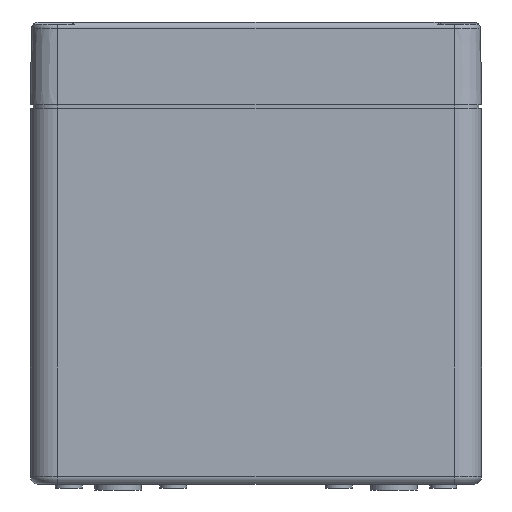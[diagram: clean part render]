
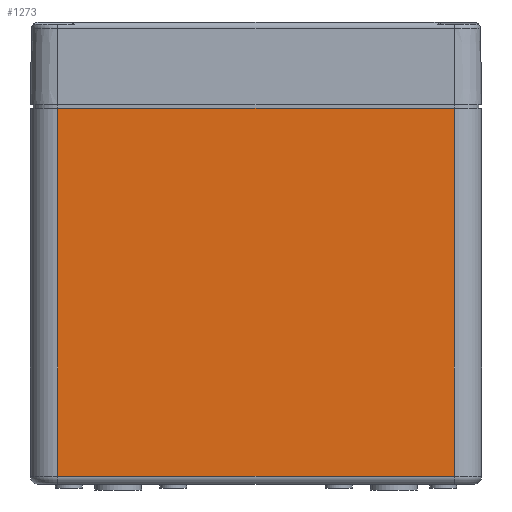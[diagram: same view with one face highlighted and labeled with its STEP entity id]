
A CAD part, front view. The second image highlights one B-rep face of the part: STEP entity #1273.
In plain terms, the highlighted planar face has unit normal (0, -1, 0).
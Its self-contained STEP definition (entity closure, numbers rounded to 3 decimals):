
#1273 = ADVANCED_FACE( '', ( #2917 ), #2918, .F. );
#2917 = FACE_OUTER_BOUND( '', #4973, .T. );
#2918 = PLANE( '', #4974 );
#4973 = EDGE_LOOP( '', ( #8561, #8562, #8563, #8564 ) );
#4974 = AXIS2_PLACEMENT_3D( '', #8565, #8566, #8567 );
#8561 = ORIENTED_EDGE( '', *, *, #13041, .F. );
#8562 = ORIENTED_EDGE( '', *, *, #13100, .T. );
#8563 = ORIENTED_EDGE( '', *, *, #11796, .F. );
#8564 = ORIENTED_EDGE( '', *, *, #12423, .F. );
#8565 = CARTESIAN_POINT( '', ( 36., -81., 0. ) );
#8566 = DIRECTION( '', ( 0., 1., 0. ) );
#8567 = DIRECTION( '', ( 0., 0., 1. ) );
#11796 = EDGE_CURVE( '', #13986, #13981, #13988, .T. );
#12423 = EDGE_CURVE( '', #15077, #13986, #15080, .T. );
#13041 = EDGE_CURVE( '', #16044, #15077, #16046, .T. );
#13100 = EDGE_CURVE( '', #16044, #13981, #16126, .T. );
#13981 = VERTEX_POINT( '', #17220 );
#13986 = VERTEX_POINT( '', #17226 );
#13988 = LINE( '', #17228, #17229 );
#15077 = VERTEX_POINT( '', #18926 );
#15080 = LINE( '', #18929, #18930 );
#16044 = VERTEX_POINT( '', #20373 );
#16046 = LINE( '', #20375, #20376 );
#16126 = LINE( '', #20502, #20503 );
#17220 = CARTESIAN_POINT( '', ( -36., -81., -68.5 ) );
#17226 = CARTESIAN_POINT( '', ( 36., -81., -68.5 ) );
#17228 = CARTESIAN_POINT( '', ( 36., -81., -68.5 ) );
#17229 = VECTOR( '', #22210, 1000. );
#18926 = CARTESIAN_POINT( '', ( 36., -81., -1.7 ) );
#18929 = CARTESIAN_POINT( '', ( 36., -81., 0. ) );
#18930 = VECTOR( '', #23012, 1000. );
#20373 = CARTESIAN_POINT( '', ( -36., -81., -1.7 ) );
#20375 = CARTESIAN_POINT( '', ( 36., -81., -1.7 ) );
#20376 = VECTOR( '', #23802, 1000. );
#20502 = CARTESIAN_POINT( '', ( -36., -81., 0. ) );
#20503 = VECTOR( '', #23859, 1000. );
#22210 = DIRECTION( '', ( -1., 0., 0. ) );
#23012 = DIRECTION( '', ( 0., 0., -1. ) );
#23802 = DIRECTION( '', ( 1., 0., 0. ) );
#23859 = DIRECTION( '', ( 0., 0., -1. ) );
